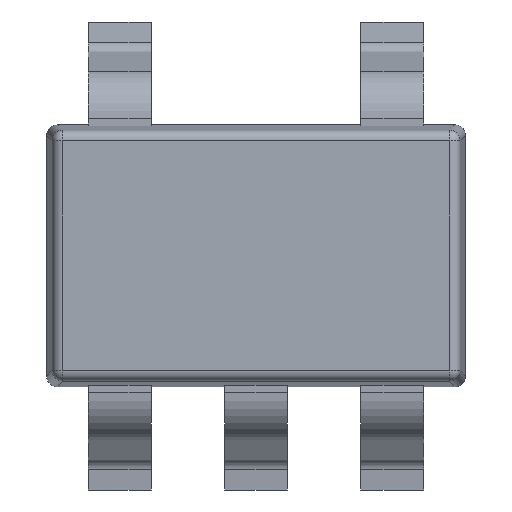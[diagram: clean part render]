
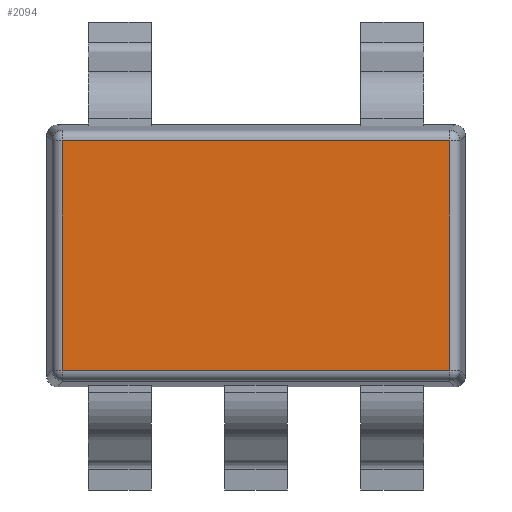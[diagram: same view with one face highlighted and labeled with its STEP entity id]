
A CAD part, top view. The second image highlights one B-rep face of the part: STEP entity #2094.
In plain terms, the highlighted planar face has unit normal (0, 0, 1).
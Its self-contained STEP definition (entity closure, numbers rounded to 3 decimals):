
#84=PLANE('',#2248);
#184=FACE_OUTER_BOUND('',#296,.T.);
#296=EDGE_LOOP('',(#1541,#1542,#1543,#1544));
#414=LINE('',#3080,#648);
#416=LINE('',#3088,#650);
#418=LINE('',#3098,#652);
#420=LINE('',#3107,#654);
#648=VECTOR('',#2470,10.);
#650=VECTOR('',#2478,10.);
#652=VECTOR('',#2490,10.);
#654=VECTOR('',#2502,10.);
#949=VERTEX_POINT('',#3077);
#950=VERTEX_POINT('',#3079);
#953=VERTEX_POINT('',#3087);
#956=VERTEX_POINT('',#3097);
#1157=EDGE_CURVE('',#949,#950,#414,.T.);
#1161=EDGE_CURVE('',#950,#953,#416,.T.);
#1166=EDGE_CURVE('',#953,#956,#418,.T.);
#1171=EDGE_CURVE('',#956,#949,#420,.T.);
#1541=ORIENTED_EDGE('',*,*,#1157,.F.);
#1542=ORIENTED_EDGE('',*,*,#1171,.F.);
#1543=ORIENTED_EDGE('',*,*,#1166,.F.);
#1544=ORIENTED_EDGE('',*,*,#1161,.F.);
#2094=ADVANCED_FACE('',(#184),#84,.T.);
#2248=AXIS2_PLACEMENT_3D('',#3165,#2549,#2550);
#2470=DIRECTION('',(0.,1.,0.));
#2478=DIRECTION('',(1.,0.,0.));
#2490=DIRECTION('',(0.,-1.,0.));
#2502=DIRECTION('',(-1.,0.,0.));
#2549=DIRECTION('center_axis',(0.,0.,1.));
#2550=DIRECTION('ref_axis',(1.,0.,0.));
#3077=CARTESIAN_POINT('',(-0.924,-0.549,1.1));
#3079=CARTESIAN_POINT('',(-0.924,0.549,1.1));
#3080=CARTESIAN_POINT('',(-0.924,0.156,1.1));
#3087=CARTESIAN_POINT('',(0.924,0.549,1.1));
#3088=CARTESIAN_POINT('',(0.25,0.549,1.1));
#3097=CARTESIAN_POINT('',(0.924,-0.549,1.1));
#3098=CARTESIAN_POINT('',(0.924,-0.156,1.1));
#3107=CARTESIAN_POINT('',(-0.25,-0.549,1.1));
#3165=CARTESIAN_POINT('Origin',(0.,0.,1.1));
